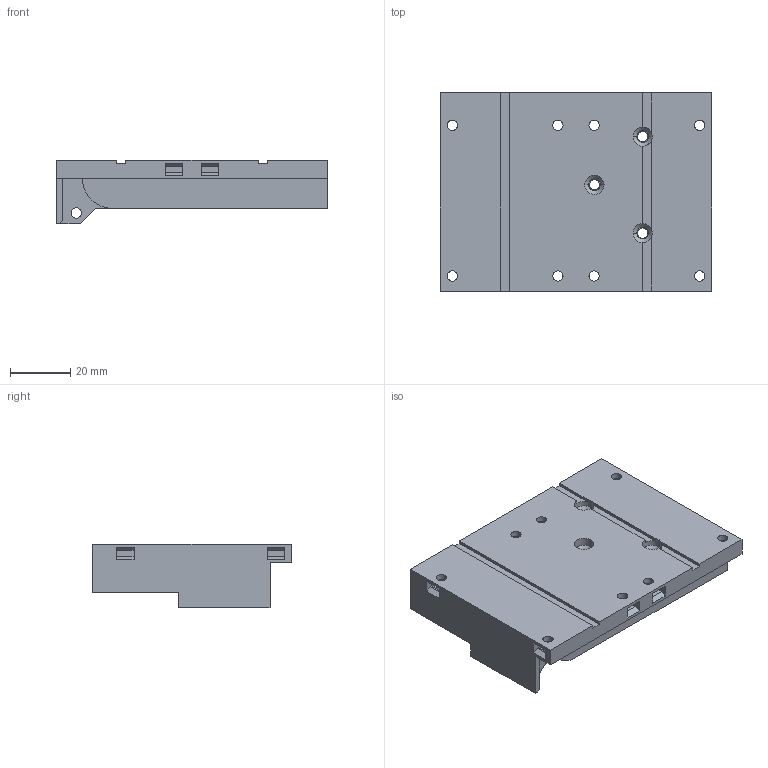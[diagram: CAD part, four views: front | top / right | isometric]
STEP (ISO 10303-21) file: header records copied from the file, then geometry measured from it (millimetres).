
FILE_DESCRIPTION (( 'STEP AP214' ), '1' );
FILE_NAME ('PH2 Prusa MK4 Carriage Mount.STEP', '2024-12-03T13:17:38', ( '' ), ( '' ), 'SwSTEP 2.0', 'SolidWorks 2024', '' );
FILE_SCHEMA (( 'AUTOMOTIVE_DESIGN' ));
Length unit declared in the file: millimetre
Products named in the file (1): PH2 Prusa MK4 Carriage Mount
Bounding box: 90 x 65.75 x 21.09 mm (x, y, z)
Volume: 60119.3 mm3; surface area: 21376.9 mm2
Topology: 1 solids, 1 shells, 201 faces, 560 edges, 362 vertices
Faces by surface type: plane 144, cylinder 51, cone 6
Entity records: 6517 total; most frequent: CARTESIAN_POINT 1152, ORIENTED_EDGE 1120, DIRECTION 1086, EDGE_CURVE 560, VECTOR 434, LINE 434, VERTEX_POINT 362, AXIS2_PLACEMENT_3D 326
